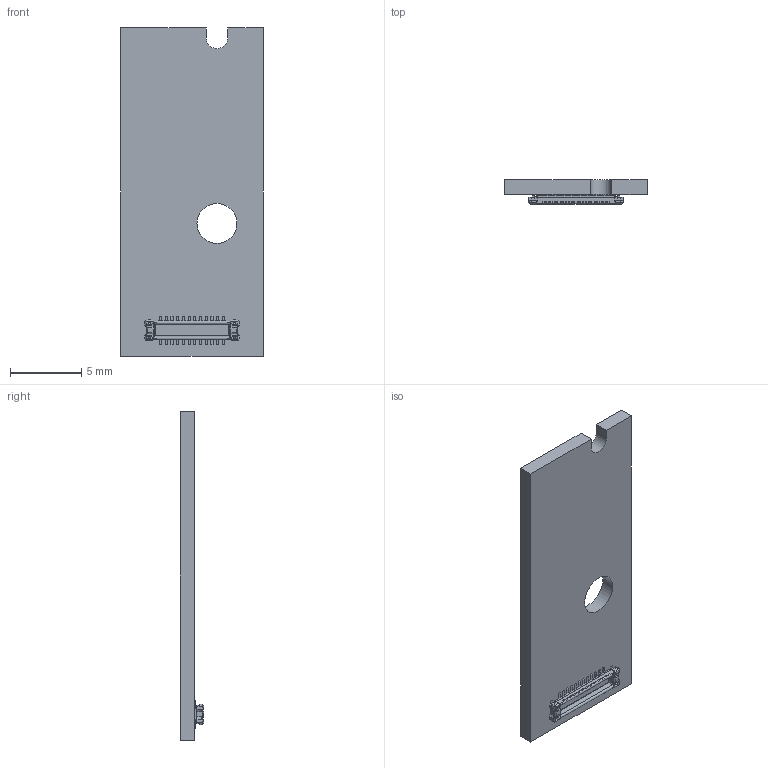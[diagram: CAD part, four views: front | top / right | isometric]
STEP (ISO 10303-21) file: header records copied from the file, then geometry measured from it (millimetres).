
FILE_DESCRIPTION((''),'2;1');
FILE_NAME('PWB-RAK1910_ASM','2020-10-10T',('admin'),(''),'PRO/ENGINEER BY PARAMETRIC TECHNOLOGY CORPORATION, 2010280','PRO/ENGINEER BY PARAMETRIC TECHNOLOGY CORPORATION, 2010280','');
FILE_SCHEMA(('CONFIG_CONTROL_DESIGN','SHAPE_APPEARANCE_LAYERS_GROUPS'));
Length unit declared in the file: millimetre
Products named in the file (3): PWB-RAK1910; AXE624124; PWB-RAK1910_ASM
Assembly tree (2 placements, depth 2):
  PWB-RAK1910_ASM
    PWB-RAK1910
    AXE624124
Bounding box: 10 x 1.65 x 23 mm (x, y, z)
Volume: 224.7 mm3; surface area: 557.4 mm2
Topology: 2 solids, 2 shells, 504 faces, 1447 edges, 998 vertices
Faces by surface type: plane 417, cylinder 75, torus 4, bspline 4, cone 4
Entity records: 21292 total; most frequent: CARTESIAN_POINT 3720, ORIENTED_EDGE 2792, DIRECTION 2585, PRESENTATION_STYLE_ASSIGNMENT 1451, STYLED_ITEM 1451, CURVE_STYLE 1449, EDGE_CURVE 1396, VECTOR 1213
